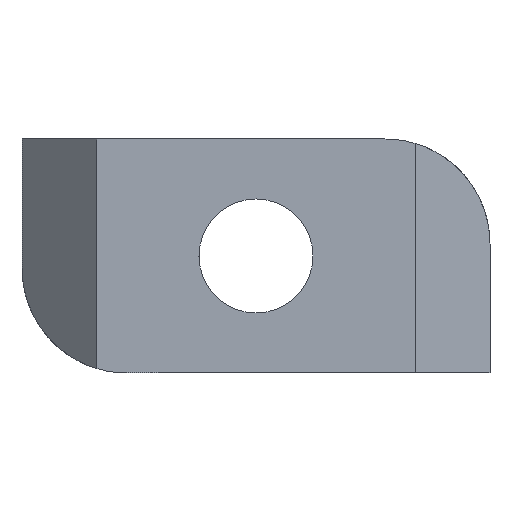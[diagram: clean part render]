
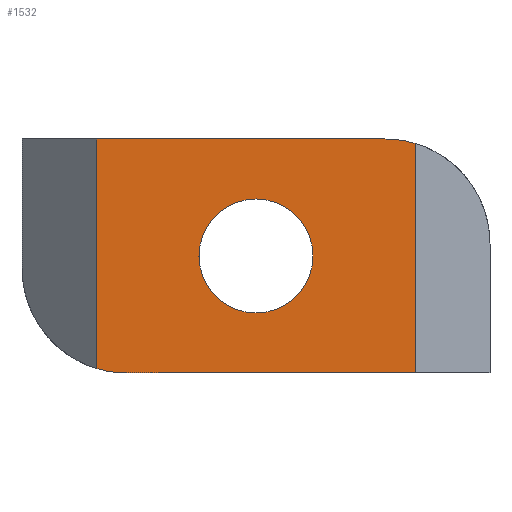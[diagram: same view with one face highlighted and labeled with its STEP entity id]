
A CAD part, front view. The second image highlights one B-rep face of the part: STEP entity #1532.
In plain terms, the highlighted planar face has unit normal (0, -1, 0).
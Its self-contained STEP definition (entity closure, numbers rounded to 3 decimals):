
#41 = EDGE_CURVE ( 'NONE', #2569, #2581, #1963, .T. ) ;
#42 = EDGE_CURVE ( 'NONE', #2572, #2581, #1962, .T. ) ;
#53 = EDGE_CURVE ( 'NONE', #2593, #2585, #1954, .T. ) ;
#114 = AXIS2_PLACEMENT_3D ( 'NONE', #1009, #1008, #1005 ) ;
#189 = EDGE_CURVE ( 'NONE', #2566, #2565, #1831, .T. ) ;
#192 = EDGE_CURVE ( 'NONE', #2585, #2593, #1822, .T. ) ;
#198 = EDGE_CURVE ( 'NONE', #2565, #2572, #1812, .T. ) ;
#199 = EDGE_CURVE ( 'NONE', #2569, #2577, #1810, .T. ) ;
#202 = EDGE_CURVE ( 'NONE', #2566, #2577, #1802, .T. ) ;
#227 = AXIS2_PLACEMENT_3D ( 'NONE', #1101, #1100, #1096 ) ;
#228 = AXIS2_PLACEMENT_3D ( 'NONE', #1077, #1075, #1074 ) ;
#252 = AXIS2_PLACEMENT_3D ( 'NONE', #1071, #1069, #1068 ) ;
#306 = CARTESIAN_POINT ( 'NONE',  ( 0., -4.8, -1.9 ) ) ;
#314 = CARTESIAN_POINT ( 'NONE',  ( 0., -4.8, 1.9 ) ) ;
#318 = CARTESIAN_POINT ( 'NONE',  ( 5.3, -4.8, -3.9 ) ) ;
#321 = CARTESIAN_POINT ( 'NONE',  ( 4.3, -4.8, 3.9 ) ) ;
#327 = CARTESIAN_POINT ( 'NONE',  ( -4.3, -4.8, -3.9 ) ) ;
#330 = CARTESIAN_POINT ( 'NONE',  ( 5.3, -4.8, 3.754 ) ) ;
#333 = CARTESIAN_POINT ( 'NONE',  ( -5.3, -4.8, -3.754 ) ) ;
#339 = CARTESIAN_POINT ( 'NONE',  ( -5.3, -4.8, 3.9 ) ) ;
#501 = DIRECTION ( 'NONE',  ( 0., 0., 1. ) ) ;
#502 = DIRECTION ( 'NONE',  ( 0., 1., 0. ) ) ;
#508 = PLANE ( 'NONE',  #613 ) ;
#512 = CARTESIAN_POINT ( 'NONE',  ( 5.3, -4.8, 3.9 ) ) ;
#613 = AXIS2_PLACEMENT_3D ( 'NONE', #512, #502, #501 ) ;
#1005 = DIRECTION ( 'NONE',  ( 0., 0., 1. ) ) ;
#1008 = DIRECTION ( 'NONE',  ( 0., 1., 0. ) ) ;
#1009 = CARTESIAN_POINT ( 'NONE',  ( 0., -4.8, 0. ) ) ;
#1046 = DIRECTION ( 'NONE',  ( 1., 0., 0. ) ) ;
#1047 = DIRECTION ( 'NONE',  ( 0., 0., -1. ) ) ;
#1052 = CARTESIAN_POINT ( 'NONE',  ( 5.3, -4.8, 3.9 ) ) ;
#1062 = DIRECTION ( 'NONE',  ( 1., 0., 0. ) ) ;
#1063 = CARTESIAN_POINT ( 'NONE',  ( 5.3, -4.8, 3.9 ) ) ;
#1064 = CARTESIAN_POINT ( 'NONE',  ( 5.3, -4.8, -3.9 ) ) ;
#1068 = DIRECTION ( 'NONE',  ( 0., 0., 1. ) ) ;
#1069 = DIRECTION ( 'NONE',  ( 0., -1., 0. ) ) ;
#1071 = CARTESIAN_POINT ( 'NONE',  ( 4.3, -4.8, 0.4 ) ) ;
#1074 = DIRECTION ( 'NONE',  ( 0., 0., 1. ) ) ;
#1075 = DIRECTION ( 'NONE',  ( 0., -1., 0. ) ) ;
#1077 = CARTESIAN_POINT ( 'NONE',  ( -4.3, -4.8, -0.4 ) ) ;
#1096 = DIRECTION ( 'NONE',  ( 0., 0., 1. ) ) ;
#1100 = DIRECTION ( 'NONE',  ( 0., 1., 0. ) ) ;
#1101 = CARTESIAN_POINT ( 'NONE',  ( 0., -4.8, 0. ) ) ;
#1115 = DIRECTION ( 'NONE',  ( 0., 0., -1. ) ) ;
#1121 = CARTESIAN_POINT ( 'NONE',  ( -5.3, -4.8, 3.9 ) ) ;
#1532 = ADVANCED_FACE ( 'NONE', ( #1644, #1641 ), #508, .F. ) ;
#1641 = FACE_OUTER_BOUND ( 'NONE', #2456, .T. ) ;
#1644 = FACE_BOUND ( 'NONE', #2440, .T. ) ;
#1790 = VECTOR ( 'NONE', #1062, 1000. ) ;
#1802 = LINE ( 'NONE', #1063, #1790 ) ;
#1810 = CIRCLE ( 'NONE', #252, 3.5 ) ;
#1812 = CIRCLE ( 'NONE', #228, 3.5 ) ;
#1822 = CIRCLE ( 'NONE', #227, 1.9 ) ;
#1824 = VECTOR ( 'NONE', #1115, 1000. ) ;
#1831 = LINE ( 'NONE', #1121, #1824 ) ;
#1954 = CIRCLE ( 'NONE', #114, 1.9 ) ;
#1957 = VECTOR ( 'NONE', #1046, 1000. ) ;
#1959 = VECTOR ( 'NONE', #1047, 1000. ) ;
#1962 = LINE ( 'NONE', #1064, #1957 ) ;
#1963 = LINE ( 'NONE', #1052, #1959 ) ;
#2242 = ORIENTED_EDGE ( 'NONE', *, *, #199, .T. ) ;
#2248 = ORIENTED_EDGE ( 'NONE', *, *, #202, .F. ) ;
#2250 = ORIENTED_EDGE ( 'NONE', *, *, #189, .T. ) ;
#2254 = ORIENTED_EDGE ( 'NONE', *, *, #41, .F. ) ;
#2257 = ORIENTED_EDGE ( 'NONE', *, *, #42, .T. ) ;
#2266 = ORIENTED_EDGE ( 'NONE', *, *, #53, .T. ) ;
#2274 = ORIENTED_EDGE ( 'NONE', *, *, #192, .T. ) ;
#2279 = ORIENTED_EDGE ( 'NONE', *, *, #198, .T. ) ;
#2440 = EDGE_LOOP ( 'NONE', ( #2274, #2266 ) ) ;
#2456 = EDGE_LOOP ( 'NONE', ( #2257, #2254, #2242, #2248, #2250, #2279 ) ) ;
#2565 = VERTEX_POINT ( 'NONE', #333 ) ;
#2566 = VERTEX_POINT ( 'NONE', #339 ) ;
#2569 = VERTEX_POINT ( 'NONE', #330 ) ;
#2572 = VERTEX_POINT ( 'NONE', #327 ) ;
#2577 = VERTEX_POINT ( 'NONE', #321 ) ;
#2581 = VERTEX_POINT ( 'NONE', #318 ) ;
#2585 = VERTEX_POINT ( 'NONE', #314 ) ;
#2593 = VERTEX_POINT ( 'NONE', #306 ) ;
